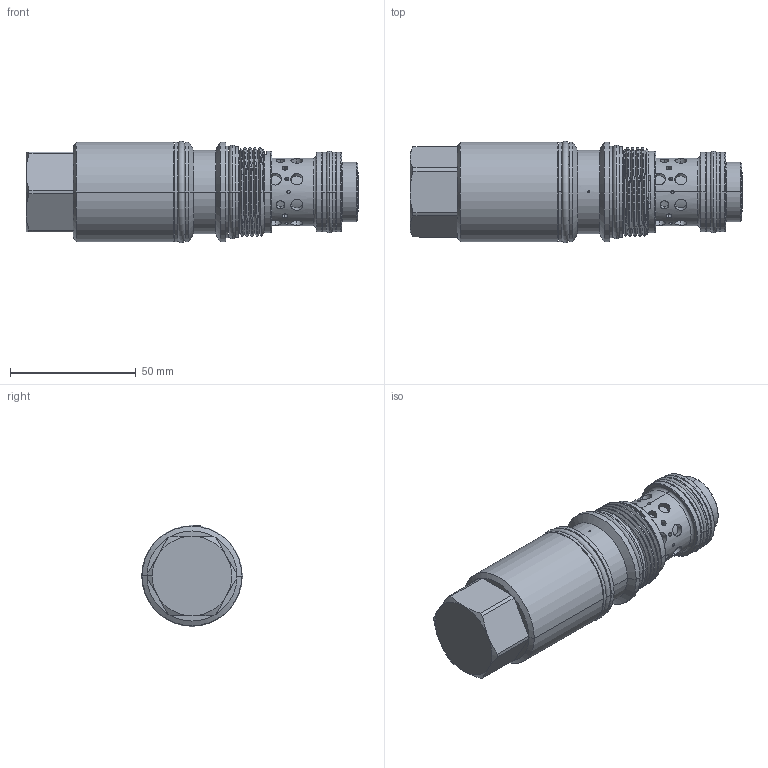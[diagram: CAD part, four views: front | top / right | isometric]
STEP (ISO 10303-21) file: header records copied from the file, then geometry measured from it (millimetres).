
FILE_DESCRIPTION (( 'STEP AP203' ), '1' );
FILE_NAME ('MB17A3N-N.STEP', '2016-06-07T01:59:50', ( '' ), ( '' ), 'SwSTEP 2.0', 'SolidWorks 2012', '' );
FILE_SCHEMA (( 'CONFIG_CONTROL_DESIGN' ));
Length unit declared in the file: millimetre
Products named in the file (1): MB17A3N-N
Bounding box: 132.05 x 40.39 x 40.39 mm (x, y, z)
Volume: 120774.1 mm3; surface area: 27674.4 mm2
Topology: 6 solids, 6 shells, 274 faces, 588 edges, 358 vertices
Faces by surface type: cylinder 172, plane 39, cone 34, torus 26, bspline 3
Entity records: 11348 total; most frequent: CARTESIAN_POINT 5510, DIRECTION 1187, ORIENTED_EDGE 1176, EDGE_CURVE 588, AXIS2_PLACEMENT_3D 501, VERTEX_POINT 358, EDGE_LOOP 320, FACE_OUTER_BOUND 274
